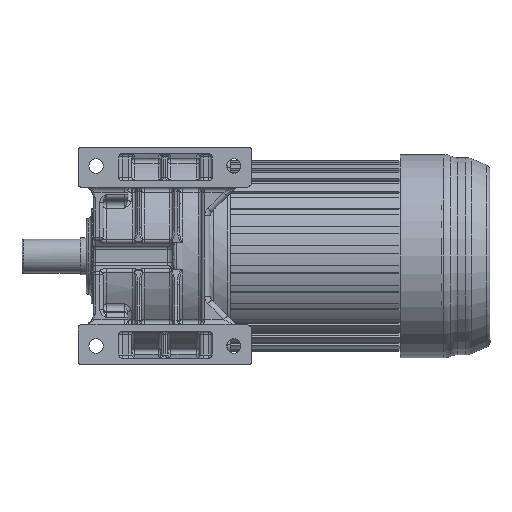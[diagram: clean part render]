
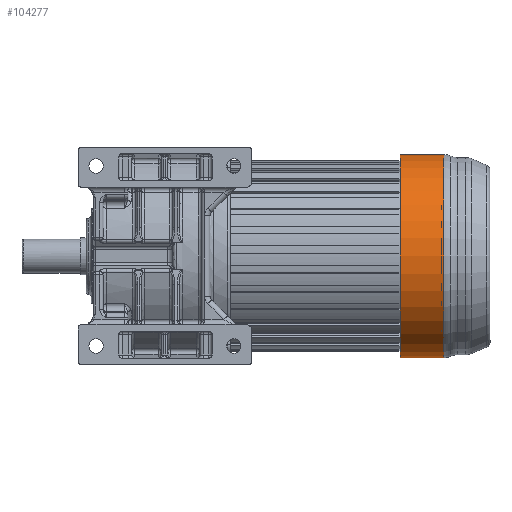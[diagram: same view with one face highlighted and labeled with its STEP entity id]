
A CAD part, top view. The second image highlights one B-rep face of the part: STEP entity #104277.
In plain terms, the highlighted cylindrical face has radius 96 mm (diameter 192 mm), a partial arc.
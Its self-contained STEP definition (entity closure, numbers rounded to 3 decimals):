
#95366=CARTESIAN_POINT('',(0.,85.,0.));
#95367=DIRECTION('',(0.,1.,0.));
#95368=DIRECTION('',(-1.,0.,0.));
#95369=AXIS2_PLACEMENT_3D('',#95366,#95367,#95368);
#95386=DIRECTION('',(0.,1.,0.));
#95387=VECTOR('',#95386,41.4);
#95388=CARTESIAN_POINT('',(96.,43.6,0.));
#95389=LINE('',#95388,#95387);
#95400=CARTESIAN_POINT('',(0.,43.6,0.));
#95401=DIRECTION('',(0.,1.,0.));
#95402=DIRECTION('',(-1.,0.,0.));
#95403=AXIS2_PLACEMENT_3D('',#95400,#95401,#95402);
#95405=DIRECTION('',(0.,1.,0.));
#95406=VECTOR('',#95405,41.4);
#95407=CARTESIAN_POINT('',(-96.,43.6,0.));
#95408=LINE('',#95407,#95406);
#95518=CARTESIAN_POINT('',(96.,85.,0.));
#95519=CARTESIAN_POINT('',(-96.,85.,0.));
#95520=VERTEX_POINT('',#95518);
#95521=VERTEX_POINT('',#95519);
#97106=CARTESIAN_POINT('',(96.,43.6,0.));
#97107=CARTESIAN_POINT('',(-96.,43.6,0.));
#97108=VERTEX_POINT('',#97106);
#97109=VERTEX_POINT('',#97107);
#104266=CARTESIAN_POINT('',(0.,0.,0.));
#104267=DIRECTION('',(0.,1.,0.));
#104268=DIRECTION('',(1.,0.,0.));
#104269=AXIS2_PLACEMENT_3D('',#104266,#104267,#104268);
#104270=CYLINDRICAL_SURFACE('',#104269,96.);
#104271=ORIENTED_EDGE('',*,*,#104257,.F.);
#104272=ORIENTED_EDGE('',*,*,#104232,.T.);
#104273=ORIENTED_EDGE('',*,*,#104213,.T.);
#104274=ORIENTED_EDGE('',*,*,#104229,.F.);
#104275=EDGE_LOOP('',(#104271,#104272,#104273,#104274));
#104276=FACE_OUTER_BOUND('',#104275,.F.);
#104277=ADVANCED_FACE('',(#104276),#104270,.T.);
#95370=CIRCLE('',#95369,96.);
#95404=CIRCLE('',#95403,96.);
#104213=EDGE_CURVE('',#95521,#95520,#95370,.T.);
#104229=EDGE_CURVE('',#97108,#95520,#95389,.T.);
#104232=EDGE_CURVE('',#97109,#95521,#95408,.T.);
#104257=EDGE_CURVE('',#97109,#97108,#95404,.T.);
